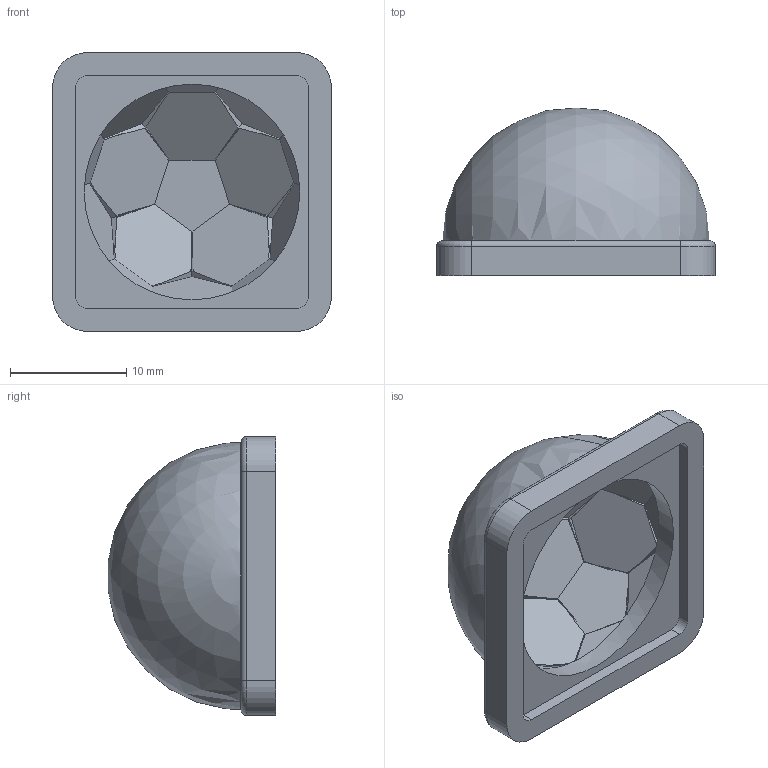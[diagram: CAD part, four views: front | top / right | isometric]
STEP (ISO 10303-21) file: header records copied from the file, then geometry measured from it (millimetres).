
FILE_DESCRIPTION(/* description */ ('STEP AP214'),/* implementation_level */ '2;1');
FILE_NAME(/* name */ 'lens.STEP',/* time_stamp */ '2018-11-23T13:00:05+01:00',/* author */ ('Alejo'),/* organization */ (''),/* preprocessor_version */ 'ST-DEVELOPER v16.13',/* originating_system */ 'Autodesk Inventor 2018',/* authorisation */ '');
FILE_SCHEMA (('AUTOMOTIVE_DESIGN { 1 0 10303 214 3 1 1 }'));
Length unit declared in the file: millimetre
Products named in the file (1): lens
Bounding box: 24 x 14.43 x 24 mm (x, y, z)
Volume: 1555.8 mm3; surface area: 2537.1 mm2
Topology: 1 solids, 1 shells, 189 faces, 512 edges, 326 vertices
Faces by surface type: plane 171, cylinder 12, torus 4, sphere 2
Entity records: 5821 total; most frequent: CARTESIAN_POINT 1023, ORIENTED_EDGE 1016, DIRECTION 936, EDGE_CURVE 508, LINE 460, VECTOR 460, VERTEX_POINT 325, AXIS2_PLACEMENT_3D 238
